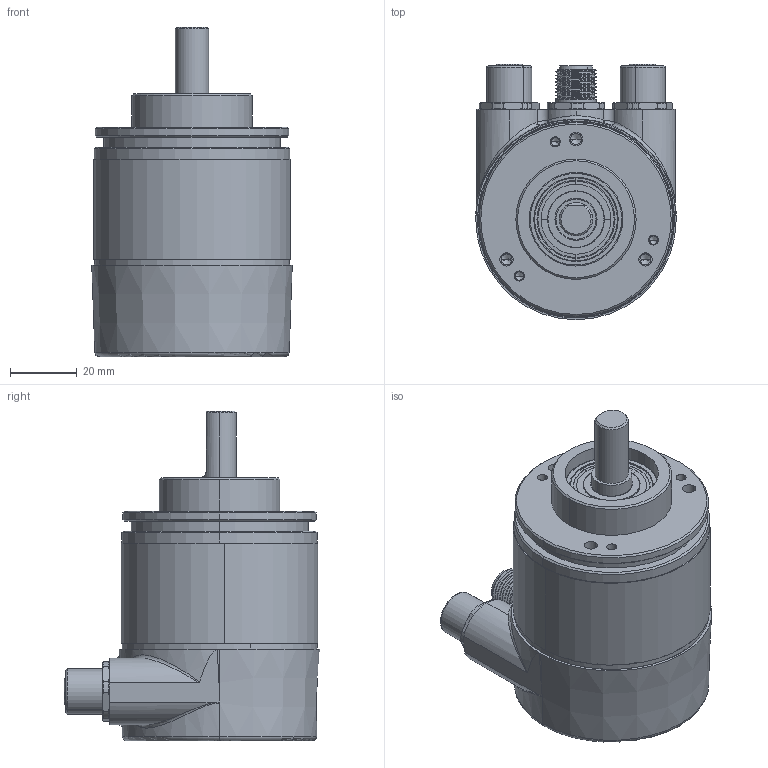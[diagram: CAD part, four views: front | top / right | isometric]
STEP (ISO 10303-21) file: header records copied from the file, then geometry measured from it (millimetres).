
FILE_DESCRIPTION (( 'STEP AP214' ), '1' );
FILE_NAME ('OCD-EEA1B-0013-C100-PRM.STEP', '2020-07-30T09:44:36', ( '' ), ( '' ), 'SwSTEP 2.0', 'SolidWorks 2019', '' );
FILE_SCHEMA (( 'AUTOMOTIVE_DESIGN' ));
Length unit declared in the file: millimetre
Products named in the file (1): OCD-EEA1B-0013-C100-PRM
Bounding box: 60 x 76.5 x 98.75 mm (x, y, z)
Volume: 82362.5 mm3; surface area: 68685.2 mm2
Topology: 40 solids, 40 shells, 1700 faces, 4285 edges, 2674 vertices
Faces by surface type: cylinder 797, cone 339, plane 325, bspline 160, torus 75, sphere 4
Entity records: 80079 total; most frequent: CARTESIAN_POINT 21583, ORIENTED_EDGE 8340, DIRECTION 8288, EDGE_CURVE 4170, AXIS2_PLACEMENT_3D 3463, VERTEX_POINT 2666, CIRCLE 1922, EDGE_LOOP 1874
